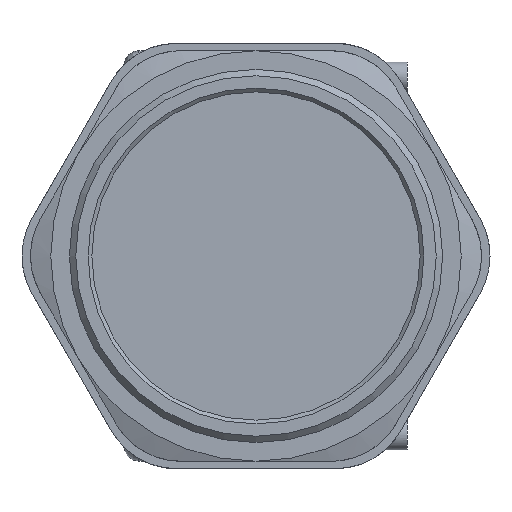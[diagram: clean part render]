
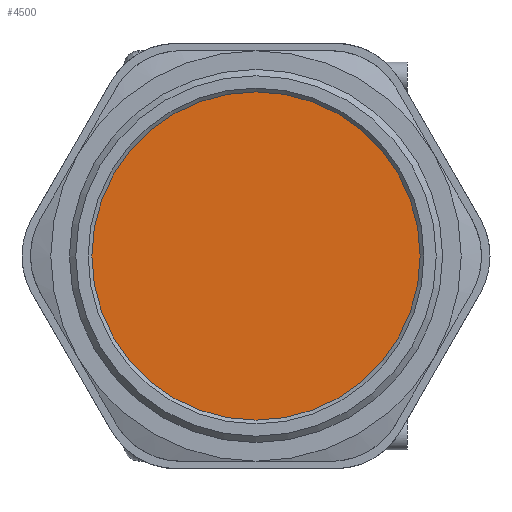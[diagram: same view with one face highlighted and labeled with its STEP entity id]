
A CAD part, front view. The second image highlights one B-rep face of the part: STEP entity #4500.
In plain terms, the highlighted planar face has unit normal (0, -1, 0).
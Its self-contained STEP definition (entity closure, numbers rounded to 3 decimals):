
#444=FACE_OUTER_BOUND('',#713,.T.);
#713=EDGE_LOOP('',(#2973));
#1549=CIRCLE('',#4800,22.);
#1777=VERTEX_POINT('',#6573);
#2249=EDGE_CURVE('',#1777,#1777,#1549,.T.);
#2973=ORIENTED_EDGE('',*,*,#2249,.F.);
#4409=PLANE('',#4799);
#4500=ADVANCED_FACE('',(#444),#4409,.T.);
#4799=AXIS2_PLACEMENT_3D('',#6572,#5308,#5309);
#4800=AXIS2_PLACEMENT_3D('',#6574,#5310,#5311);
#5308=DIRECTION('center_axis',(0.,-1.,0.));
#5309=DIRECTION('ref_axis',(0.,0.,-1.));
#5310=DIRECTION('center_axis',(0.,1.,0.));
#5311=DIRECTION('ref_axis',(-1.,0.,0.));
#6572=CARTESIAN_POINT('Origin',(0.501,-12.064,0.));
#6573=CARTESIAN_POINT('',(22.501,-12.064,0.));
#6574=CARTESIAN_POINT('Origin',(0.501,-12.064,0.));
